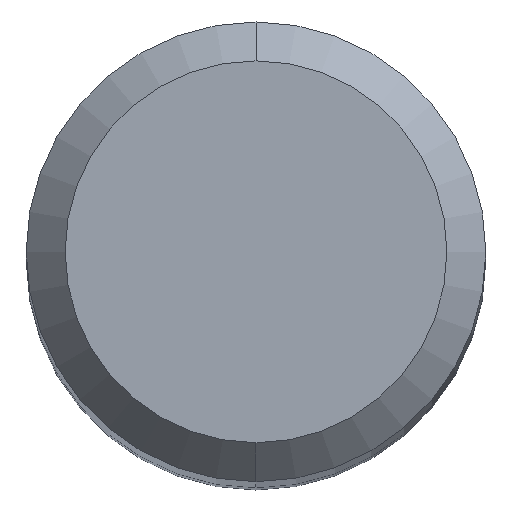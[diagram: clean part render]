
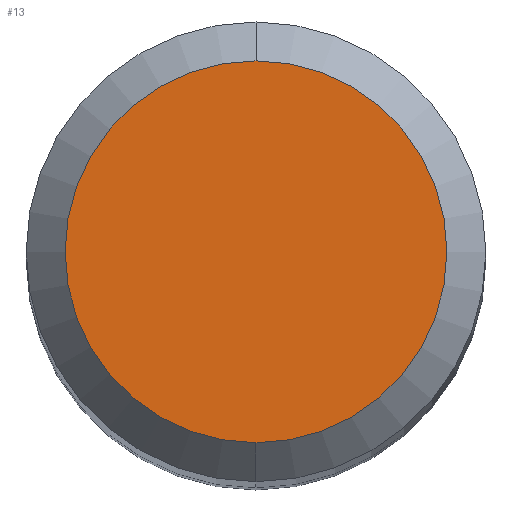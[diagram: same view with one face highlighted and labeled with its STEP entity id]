
A CAD part, top view. The second image highlights one B-rep face of the part: STEP entity #13.
In plain terms, the highlighted planar face has unit normal (0, 0, 1).
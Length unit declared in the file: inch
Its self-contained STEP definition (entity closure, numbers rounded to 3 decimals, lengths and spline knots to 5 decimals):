
#13 = ADVANCED_FACE ( 'NONE', ( #60 ), #185, .F. ) ;
#53 = DIRECTION ( 'NONE',  ( 0., -1., 0. ) ) ;
#60 = FACE_OUTER_BOUND ( 'NONE', #247, .T. ) ;
#67 = VERTEX_POINT ( 'NONE', #261 ) ;
#69 = CARTESIAN_POINT ( 'NONE',  ( 0., 0., 0. ) ) ;
#71 = CIRCLE ( 'NONE', #395, 0.0981 ) ;
#120 = AXIS2_PLACEMENT_3D ( 'NONE', #69, #162, #157 ) ;
#124 = DIRECTION ( 'NONE',  ( 0., 0., -1. ) ) ;
#157 = DIRECTION ( 'NONE',  ( 0., -1., 0. ) ) ;
#162 = DIRECTION ( 'NONE',  ( 0., 0., 1. ) ) ;
#179 = CARTESIAN_POINT ( 'NONE',  ( 0., 0., 0. ) ) ;
#182 = ORIENTED_EDGE ( 'NONE', *, *, #314, .T. ) ;
#185 = PLANE ( 'NONE',  #253 ) ;
#212 = CARTESIAN_POINT ( 'NONE',  ( 0., 0.0981, 0. ) ) ;
#214 = DIRECTION ( 'NONE',  ( 0., 1., 0. ) ) ;
#247 = EDGE_LOOP ( 'NONE', ( #182, #274 ) ) ;
#253 = AXIS2_PLACEMENT_3D ( 'NONE', #391, #124, #214 ) ;
#261 = CARTESIAN_POINT ( 'NONE',  ( 0., -0.0981, 0. ) ) ;
#266 = DIRECTION ( 'NONE',  ( 0., 0., 1. ) ) ;
#274 = ORIENTED_EDGE ( 'NONE', *, *, #403, .T. ) ;
#292 = CIRCLE ( 'NONE', #120, 0.0981 ) ;
#314 = EDGE_CURVE ( 'NONE', #400, #67, #71, .T. ) ;
#391 = CARTESIAN_POINT ( 'NONE',  ( 0., 0.0981, 0. ) ) ;
#395 = AXIS2_PLACEMENT_3D ( 'NONE', #179, #266, #53 ) ;
#400 = VERTEX_POINT ( 'NONE', #212 ) ;
#403 = EDGE_CURVE ( 'NONE', #67, #400, #292, .T. ) ;
